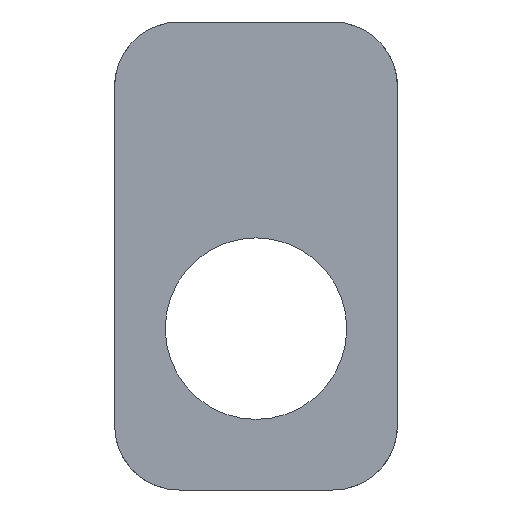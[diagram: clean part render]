
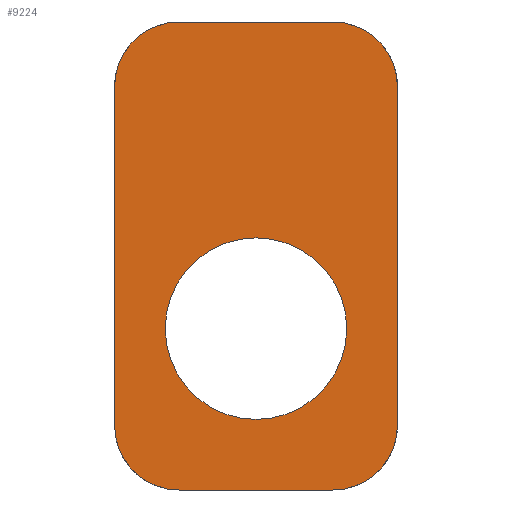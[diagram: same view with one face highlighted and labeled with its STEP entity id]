
A CAD part, front view. The second image highlights one B-rep face of the part: STEP entity #9224.
In plain terms, the highlighted planar face has unit normal (0, -1, 0).
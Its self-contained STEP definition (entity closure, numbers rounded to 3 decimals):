
#444 = DIRECTION ( 'NONE',  ( 0., 1., 0. ) ) ;
#520 = CIRCLE ( 'NONE', #4883, 16. ) ;
#637 = CARTESIAN_POINT ( 'NONE',  ( 67.1, 0., -84. ) ) ;
#651 = EDGE_CURVE ( 'NONE', #5163, #5427, #11064, .T. ) ;
#867 = VERTEX_POINT ( 'NONE', #3208 ) ;
#901 = CARTESIAN_POINT ( 'NONE',  ( 13., 0., 0. ) ) ;
#1117 = CARTESIAN_POINT ( 'NONE',  ( 32.05, 0., -60. ) ) ;
#1181 = DIRECTION ( 'NONE',  ( 0., 0., -1. ) ) ;
#1203 = EDGE_CURVE ( 'NONE', #5817, #8921, #3918, .T. ) ;
#1221 = ORIENTED_EDGE ( 'NONE', *, *, #10125, .T. ) ;
#1682 = VECTOR ( 'NONE', #5671, 1000. ) ;
#1743 = CARTESIAN_POINT ( 'NONE',  ( 13., 0., -100. ) ) ;
#1869 = PLANE ( 'NONE',  #4442 ) ;
#1944 = FACE_OUTER_BOUND ( 'NONE', #7523, .T. ) ;
#1996 = DIRECTION ( 'NONE',  ( 0., -1., 0. ) ) ;
#2030 = EDGE_CURVE ( 'NONE', #5817, #5163, #520, .T. ) ;
#2220 = CARTESIAN_POINT ( 'NONE',  ( 67.1, 0., 0. ) ) ;
#2231 = DIRECTION ( 'NONE',  ( 0., 0., -1. ) ) ;
#2353 = DIRECTION ( 'NONE',  ( -1., 0., 0. ) ) ;
#2654 = AXIS2_PLACEMENT_3D ( 'NONE', #6028, #9472, #10492 ) ;
#2811 = ORIENTED_EDGE ( 'NONE', *, *, #7527, .F. ) ;
#2859 = CARTESIAN_POINT ( 'NONE',  ( 51.1, 0., -95.5 ) ) ;
#2885 = ORIENTED_EDGE ( 'NONE', *, *, #7123, .T. ) ;
#2908 = ORIENTED_EDGE ( 'NONE', *, *, #651, .F. ) ;
#2927 = DIRECTION ( 'NONE',  ( 0., 0., 1. ) ) ;
#3208 = CARTESIAN_POINT ( 'NONE',  ( 51.1, 0., 16. ) ) ;
#3214 = AXIS2_PLACEMENT_3D ( 'NONE', #9210, #3937, #7425 ) ;
#3367 = VECTOR ( 'NONE', #6449, 1000. ) ;
#3853 = ORIENTED_EDGE ( 'NONE', *, *, #1203, .T. ) ;
#3900 = CARTESIAN_POINT ( 'NONE',  ( 51.1, 0., -100. ) ) ;
#3918 = LINE ( 'NONE', #2220, #1682 ) ;
#3937 = DIRECTION ( 'NONE',  ( 0., 1., 0. ) ) ;
#4231 = ORIENTED_EDGE ( 'NONE', *, *, #5873, .F. ) ;
#4250 = VECTOR ( 'NONE', #2927, 1000. ) ;
#4371 = DIRECTION ( 'NONE',  ( 0., 1., 0. ) ) ;
#4442 = AXIS2_PLACEMENT_3D ( 'NONE', #2859, #1996, #2231 ) ;
#4668 = VERTEX_POINT ( 'NONE', #5769 ) ;
#4883 = AXIS2_PLACEMENT_3D ( 'NONE', #7764, #11121, #5997 ) ;
#5163 = VERTEX_POINT ( 'NONE', #3900 ) ;
#5352 = AXIS2_PLACEMENT_3D ( 'NONE', #1117, #444, #6485 ) ;
#5427 = VERTEX_POINT ( 'NONE', #1743 ) ;
#5534 = LINE ( 'NONE', #9905, #3367 ) ;
#5671 = DIRECTION ( 'NONE',  ( 0., 0., 1. ) ) ;
#5702 = CIRCLE ( 'NONE', #8068, 16. ) ;
#5769 = CARTESIAN_POINT ( 'NONE',  ( -3., 0., 0. ) ) ;
#5817 = VERTEX_POINT ( 'NONE', #637 ) ;
#5873 = EDGE_CURVE ( 'NONE', #4668, #10334, #5702, .T. ) ;
#5990 = CARTESIAN_POINT ( 'NONE',  ( 0., 0., -100. ) ) ;
#5997 = DIRECTION ( 'NONE',  ( 0., 0., -1. ) ) ;
#6028 = CARTESIAN_POINT ( 'NONE',  ( 51.1, 0., 0. ) ) ;
#6449 = DIRECTION ( 'NONE',  ( -1., 0., 0. ) ) ;
#6485 = DIRECTION ( 'NONE',  ( 0., 0., -1. ) ) ;
#6567 = CARTESIAN_POINT ( 'NONE',  ( 13., 0., 16. ) ) ;
#6585 = EDGE_CURVE ( 'NONE', #867, #8921, #7567, .T. ) ;
#7062 = EDGE_LOOP ( 'NONE', ( #2885, #8506 ) ) ;
#7123 = EDGE_CURVE ( 'NONE', #10391, #8096, #9192, .T. ) ;
#7132 = FACE_BOUND ( 'NONE', #7062, .T. ) ;
#7247 = CARTESIAN_POINT ( 'NONE',  ( 13., 0., -84. ) ) ;
#7267 = ORIENTED_EDGE ( 'NONE', *, *, #2030, .F. ) ;
#7276 = CARTESIAN_POINT ( 'NONE',  ( -3., 0., 0. ) ) ;
#7322 = EDGE_CURVE ( 'NONE', #5427, #9726, #7536, .T. ) ;
#7425 = DIRECTION ( 'NONE',  ( 0., 0., -1. ) ) ;
#7523 = EDGE_LOOP ( 'NONE', ( #7267, #3853, #9812, #1221, #4231, #2811, #10907, #2908 ) ) ;
#7527 = EDGE_CURVE ( 'NONE', #9726, #4668, #8784, .T. ) ;
#7536 = CIRCLE ( 'NONE', #9681, 16. ) ;
#7542 = CARTESIAN_POINT ( 'NONE',  ( 32.05, 0., -82.5 ) ) ;
#7567 = CIRCLE ( 'NONE', #2654, 16. ) ;
#7764 = CARTESIAN_POINT ( 'NONE',  ( 51.1, 0., -84. ) ) ;
#7852 = DIRECTION ( 'NONE',  ( 0., 0., -1. ) ) ;
#8068 = AXIS2_PLACEMENT_3D ( 'NONE', #901, #4371, #7852 ) ;
#8096 = VERTEX_POINT ( 'NONE', #9891 ) ;
#8340 = CARTESIAN_POINT ( 'NONE',  ( -3., 0., -84. ) ) ;
#8506 = ORIENTED_EDGE ( 'NONE', *, *, #9594, .T. ) ;
#8784 = LINE ( 'NONE', #7276, #4250 ) ;
#8921 = VERTEX_POINT ( 'NONE', #9420 ) ;
#9192 = CIRCLE ( 'NONE', #3214, 22.5 ) ;
#9210 = CARTESIAN_POINT ( 'NONE',  ( 32.05, 0., -60. ) ) ;
#9224 = ADVANCED_FACE ( 'NONE', ( #1944, #7132 ), #1869, .T. ) ;
#9420 = CARTESIAN_POINT ( 'NONE',  ( 67.1, 0., 0. ) ) ;
#9472 = DIRECTION ( 'NONE',  ( 0., 1., 0. ) ) ;
#9594 = EDGE_CURVE ( 'NONE', #8096, #10391, #10585, .T. ) ;
#9681 = AXIS2_PLACEMENT_3D ( 'NONE', #7247, #10665, #1181 ) ;
#9726 = VERTEX_POINT ( 'NONE', #8340 ) ;
#9812 = ORIENTED_EDGE ( 'NONE', *, *, #6585, .F. ) ;
#9891 = CARTESIAN_POINT ( 'NONE',  ( 32.05, 0., -37.5 ) ) ;
#9905 = CARTESIAN_POINT ( 'NONE',  ( 0., 0., 16. ) ) ;
#10125 = EDGE_CURVE ( 'NONE', #867, #10334, #5534, .T. ) ;
#10334 = VERTEX_POINT ( 'NONE', #6567 ) ;
#10391 = VERTEX_POINT ( 'NONE', #7542 ) ;
#10492 = DIRECTION ( 'NONE',  ( 0., 0., -1. ) ) ;
#10528 = VECTOR ( 'NONE', #2353, 1000. ) ;
#10585 = CIRCLE ( 'NONE', #5352, 22.5 ) ;
#10665 = DIRECTION ( 'NONE',  ( 0., 1., 0. ) ) ;
#10907 = ORIENTED_EDGE ( 'NONE', *, *, #7322, .F. ) ;
#11064 = LINE ( 'NONE', #5990, #10528 ) ;
#11121 = DIRECTION ( 'NONE',  ( 0., 1., 0. ) ) ;
